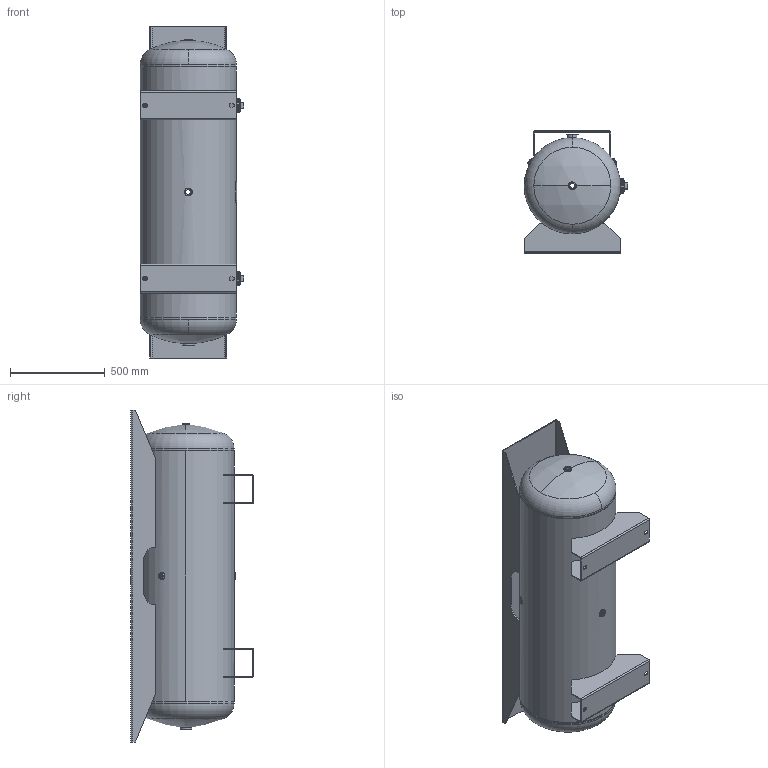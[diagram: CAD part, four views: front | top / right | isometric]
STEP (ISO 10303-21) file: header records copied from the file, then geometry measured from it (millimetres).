
FILE_DESCRIPTION (( 'STEP AP203' ), '1' );
FILE_NAME ('303977.STEP', '2012-05-15T20:42:22', ( '' ), ( '' ), 'SwSTEP 2.0', 'SolidWorks 2012', '' );
FILE_SCHEMA (( 'CONFIG_CONTROL_DESIGN' ));
Length unit declared in the file: inch
Products named in the file (1): 303977
Bounding box: 546.89 x 647.07 x 1752.6 mm (x, y, z)
Surface area: 7764603.5 mm2 (no closed solid volume)
Topology: 0 solids, 28 shells, 277 faces, 720 edges, 460 vertices
Faces by surface type: plane 118, cylinder 81, torus 66, bspline 8, sphere 4
Full cylindrical faces by diameter (mm): 500.329 x1, 508 x1
Entity records: 11262 total; most frequent: CARTESIAN_POINT 4336, DIRECTION 1522, ORIENTED_EDGE 1276, EDGE_CURVE 720, AXIS2_PLACEMENT_3D 600, VERTEX_POINT 460, CIRCLE 330, LINE 322
